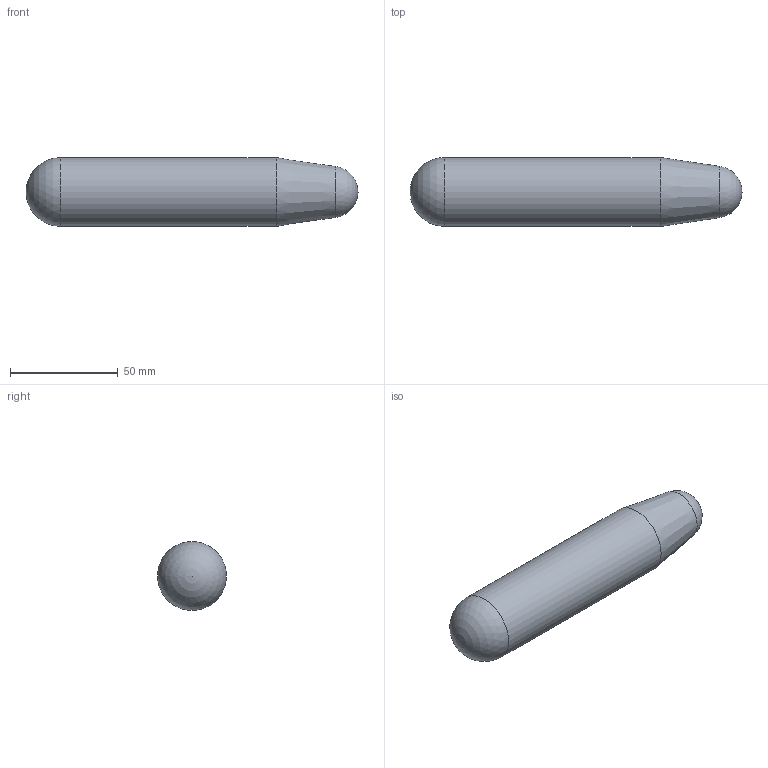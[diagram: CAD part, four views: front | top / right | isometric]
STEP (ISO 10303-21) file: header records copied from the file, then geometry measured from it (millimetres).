
FILE_DESCRIPTION(('FreeCAD Model'),'2;1');
FILE_NAME('file.step','2018-12-18T16:45:29',( 'Author'),(''),'Open CASCADE STEP processor 7.3','FreeCAD','Unknown' );
FILE_SCHEMA(('AUTOMOTIVE_DESIGN { 1 0 10303 214 1 1 1 1 }'));
Length unit declared in the file: millimetre
Products named in the file (1): Revolution002
Bounding box: 154 x 32 x 32 mm (x, y, z)
Volume: 15339.2 mm3; surface area: 30634.4 mm2
Topology: 1 solids, 2 shells, 31 faces, 66 edges, 45 vertices
Faces by surface type: cylinder 11, plane 10, cone 6, sphere 4
Full cylindrical faces by diameter (mm): 26 x5, 30 x5, 32 x1
Entity records: 1680 total; most frequent: DIRECTION 293, CARTESIAN_POINT 275, ORIENTED_EDGE 124, PCURVE 124, DEFINITIONAL_REPRESENTATION 124, LINE 111, VECTOR 111, AXIS2_PLACEMENT_3D 77
